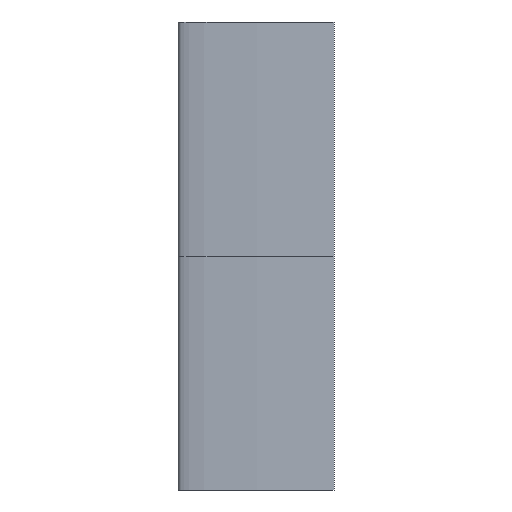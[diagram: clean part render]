
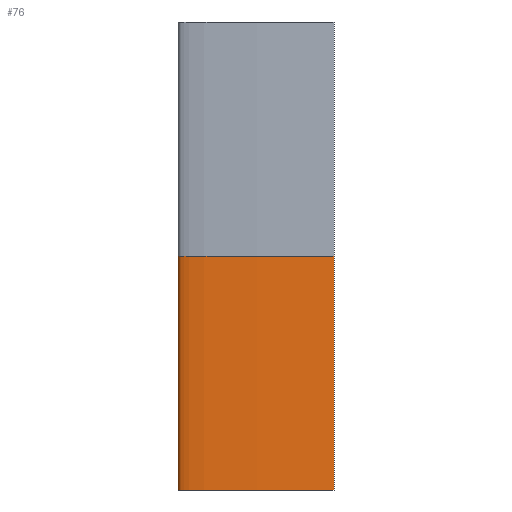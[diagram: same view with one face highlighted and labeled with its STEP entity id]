
A CAD part, front view. The second image highlights one B-rep face of the part: STEP entity #76.
In plain terms, the highlighted free-form (B-spline) face has degree [3, 1] with [20, 2] control points.
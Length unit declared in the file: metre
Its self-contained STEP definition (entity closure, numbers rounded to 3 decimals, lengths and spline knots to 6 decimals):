
#76 = ADVANCED_FACE( '', ( #84 ), #85, .T. );
#84 = FACE_OUTER_BOUND( '', #96, .T. );
#85 = B_SPLINE_SURFACE_WITH_KNOTS( '', 3, 1, ( ( #97, #98 ), ( #99, #100 ), ( #101, #102 ), ( #103, #104 ), ( #105, #106 ), ( #107, #108 ), ( #109, #110 ), ( #111, #112 ), ( #113, #114 ), ( #115, #116 ), ( #117, #118 ), ( #119, #120 ), ( #121, #122 ), ( #123, #124 ), ( #125, #126 ), ( #127, #128 ), ( #129, #130 ), ( #131, #132 ), ( #133, #134 ), ( #135, #136 ) ), .UNSPECIFIED., .F., .F., .F., ( 4, 1, 1, 1, 1, 1, 1, 1, 1, 1, 1, 1, 1, 1, 1, 1, 1, 4 ), ( 2, 2 ), ( 0., 0.020437, 0.034213, 0.059953, 0.085032, 0.109879, 0.159364, 0.208745, 0.258109, 0.307483, 0.406262, 0.505094, 0.603988, 0.702906, 0.801836, 0.900792, 0.95027, 1. ), ( 0., 1. ), .UNSPECIFIED. );
#96 = EDGE_LOOP( '', ( #267, #268, #269, #270 ) );
#97 = CARTESIAN_POINT( '', ( 0., 0., -1.5 ) );
#98 = CARTESIAN_POINT( '', ( 0., 0., 0. ) );
#99 = CARTESIAN_POINT( '', ( 0.003564, -0.006201, -1.5 ) );
#100 = CARTESIAN_POINT( '', ( 0.003564, -0.006201, 0. ) );
#101 = CARTESIAN_POINT( '', ( 0.009531, -0.016581, -1.5 ) );
#102 = CARTESIAN_POINT( '', ( 0.009531, -0.016581, 0. ) );
#103 = CARTESIAN_POINT( '', ( 0.028864, -0.02445, -1.5 ) );
#104 = CARTESIAN_POINT( '', ( 0.028864, -0.02445, 0. ) );
#105 = CARTESIAN_POINT( '', ( 0.049619, -0.030519, -1.5 ) );
#106 = CARTESIAN_POINT( '', ( 0.049619, -0.030519, 0. ) );
#107 = CARTESIAN_POINT( '', ( 0.074908, -0.034837, -1.5 ) );
#108 = CARTESIAN_POINT( '', ( 0.074908, -0.034837, 0. ) );
#109 = CARTESIAN_POINT( '', ( 0.108248, -0.038534, -1.5 ) );
#110 = CARTESIAN_POINT( '', ( 0.108248, -0.038534, 0. ) );
#111 = CARTESIAN_POINT( '', ( 0.149953, -0.041376, -1.5 ) );
#112 = CARTESIAN_POINT( '', ( 0.149953, -0.041376, 0. ) );
#113 = CARTESIAN_POINT( '', ( 0.199992, -0.042516, -1.5 ) );
#114 = CARTESIAN_POINT( '', ( 0.199992, -0.042516, 0. ) );
#115 = CARTESIAN_POINT( '', ( 0.250006, -0.042357, -1.5 ) );
#116 = CARTESIAN_POINT( '', ( 0.250006, -0.042357, 0. ) );
#117 = CARTESIAN_POINT( '', ( 0.316678, -0.040886, -1.5 ) );
#118 = CARTESIAN_POINT( '', ( 0.316678, -0.040886, 0. ) );
#119 = CARTESIAN_POINT( '', ( 0.400027, -0.038238, -1.5 ) );
#120 = CARTESIAN_POINT( '', ( 0.400027, -0.038238, 0. ) );
#121 = CARTESIAN_POINT( '', ( 0.500033, -0.033626, -1.5 ) );
#122 = CARTESIAN_POINT( '', ( 0.500033, -0.033626, 0. ) );
#123 = CARTESIAN_POINT( '', ( 0.600012, -0.027648, -1.5 ) );
#124 = CARTESIAN_POINT( '', ( 0.600012, -0.027648, 0. ) );
#125 = CARTESIAN_POINT( '', ( 0.700001, -0.021377, -1.5 ) );
#126 = CARTESIAN_POINT( '', ( 0.700001, -0.021377, 0. ) );
#127 = CARTESIAN_POINT( '', ( 0.800029, -0.015241, -1.5 ) );
#128 = CARTESIAN_POINT( '', ( 0.800029, -0.015241, 0. ) );
#129 = CARTESIAN_POINT( '', ( 0.883294, -0.008918, -1.5 ) );
#130 = CARTESIAN_POINT( '', ( 0.883294, -0.008918, 0. ) );
#131 = CARTESIAN_POINT( '', ( 0.950151, -0.005495, -1.5 ) );
#132 = CARTESIAN_POINT( '', ( 0.950151, -0.005495, 0. ) );
#133 = CARTESIAN_POINT( '', ( 0.983356, -0.000969, -1.5 ) );
#134 = CARTESIAN_POINT( '', ( 0.983356, -0.000969, 0. ) );
#135 = CARTESIAN_POINT( '', ( 1., 0.0013, -1.5 ) );
#136 = CARTESIAN_POINT( '', ( 1., 0.0013, 0. ) );
#267 = ORIENTED_EDGE( '', *, *, #290, .F. );
#268 = ORIENTED_EDGE( '', *, *, #291, .F. );
#269 = ORIENTED_EDGE( '', *, *, #292, .T. );
#270 = ORIENTED_EDGE( '', *, *, #293, .T. );
#290 = EDGE_CURVE( '', #302, #303, #304, .T. );
#291 = EDGE_CURVE( '', #305, #302, #306, .T. );
#292 = EDGE_CURVE( '', #305, #307, #308, .T. );
#293 = EDGE_CURVE( '', #307, #303, #309, .T. );
#302 = VERTEX_POINT( '', #356 );
#303 = VERTEX_POINT( '', #357 );
#304 = B_SPLINE_CURVE_WITH_KNOTS( '', 3, ( #358, #359, #360, #361, #362, #363, #364, #365, #366, #367, #368, #369, #370, #371, #372, #373, #374, #375, #376, #377 ), .UNSPECIFIED., .F., .F., ( 4, 1, 1, 1, 1, 1, 1, 1, 1, 1, 1, 1, 1, 1, 1, 1, 1, 4 ), ( 0., 0.020437, 0.034213, 0.059953, 0.085032, 0.109879, 0.159364, 0.208745, 0.258109, 0.307483, 0.406262, 0.505094, 0.603988, 0.702906, 0.801836, 0.900792, 0.95027, 1. ), .UNSPECIFIED. );
#305 = VERTEX_POINT( '', #378 );
#306 = LINE( '', #379, #380 );
#307 = VERTEX_POINT( '', #381 );
#308 = B_SPLINE_CURVE_WITH_KNOTS( '', 3, ( #382, #383, #384, #385, #386, #387, #388, #389, #390, #391, #392, #393, #394, #395, #396, #397, #398, #399, #400, #401 ), .UNSPECIFIED., .F., .F., ( 4, 1, 1, 1, 1, 1, 1, 1, 1, 1, 1, 1, 1, 1, 1, 1, 1, 4 ), ( 0., 0.020437, 0.034213, 0.059953, 0.085032, 0.109879, 0.159364, 0.208745, 0.258109, 0.307483, 0.406262, 0.505094, 0.603988, 0.702906, 0.801836, 0.900792, 0.95027, 1. ), .UNSPECIFIED. );
#309 = LINE( '', #402, #403 );
#356 = CARTESIAN_POINT( '', ( 0., 0., 0. ) );
#357 = CARTESIAN_POINT( '', ( 1., 0.0013, 0. ) );
#358 = CARTESIAN_POINT( '', ( 0., 0., 0. ) );
#359 = CARTESIAN_POINT( '', ( 0.003564, -0.006201, 0. ) );
#360 = CARTESIAN_POINT( '', ( 0.009531, -0.016581, 0. ) );
#361 = CARTESIAN_POINT( '', ( 0.028864, -0.02445, 0. ) );
#362 = CARTESIAN_POINT( '', ( 0.049619, -0.030519, 0. ) );
#363 = CARTESIAN_POINT( '', ( 0.074908, -0.034837, 0. ) );
#364 = CARTESIAN_POINT( '', ( 0.108248, -0.038534, 0. ) );
#365 = CARTESIAN_POINT( '', ( 0.149953, -0.041376, 0. ) );
#366 = CARTESIAN_POINT( '', ( 0.199992, -0.042516, 0. ) );
#367 = CARTESIAN_POINT( '', ( 0.250006, -0.042357, 0. ) );
#368 = CARTESIAN_POINT( '', ( 0.316678, -0.040886, 0. ) );
#369 = CARTESIAN_POINT( '', ( 0.400027, -0.038238, 0. ) );
#370 = CARTESIAN_POINT( '', ( 0.500033, -0.033626, 0. ) );
#371 = CARTESIAN_POINT( '', ( 0.600012, -0.027648, 0. ) );
#372 = CARTESIAN_POINT( '', ( 0.700001, -0.021377, 0. ) );
#373 = CARTESIAN_POINT( '', ( 0.800029, -0.015241, 0. ) );
#374 = CARTESIAN_POINT( '', ( 0.883294, -0.008918, 0. ) );
#375 = CARTESIAN_POINT( '', ( 0.950151, -0.005495, 0. ) );
#376 = CARTESIAN_POINT( '', ( 0.983356, -0.000969, 0. ) );
#377 = CARTESIAN_POINT( '', ( 1., 0.0013, 0. ) );
#378 = CARTESIAN_POINT( '', ( 0., 0., -1.5 ) );
#379 = CARTESIAN_POINT( '', ( 0., 0., -1.5 ) );
#380 = VECTOR( '', #448, 1. );
#381 = CARTESIAN_POINT( '', ( 1., 0.0013, -1.5 ) );
#382 = CARTESIAN_POINT( '', ( 0., 0., -1.5 ) );
#383 = CARTESIAN_POINT( '', ( 0.003564, -0.006201, -1.5 ) );
#384 = CARTESIAN_POINT( '', ( 0.009531, -0.016581, -1.5 ) );
#385 = CARTESIAN_POINT( '', ( 0.028864, -0.02445, -1.5 ) );
#386 = CARTESIAN_POINT( '', ( 0.049619, -0.030519, -1.5 ) );
#387 = CARTESIAN_POINT( '', ( 0.074908, -0.034837, -1.5 ) );
#388 = CARTESIAN_POINT( '', ( 0.108248, -0.038534, -1.5 ) );
#389 = CARTESIAN_POINT( '', ( 0.149953, -0.041376, -1.5 ) );
#390 = CARTESIAN_POINT( '', ( 0.199992, -0.042516, -1.5 ) );
#391 = CARTESIAN_POINT( '', ( 0.250006, -0.042357, -1.5 ) );
#392 = CARTESIAN_POINT( '', ( 0.316678, -0.040886, -1.5 ) );
#393 = CARTESIAN_POINT( '', ( 0.400027, -0.038238, -1.5 ) );
#394 = CARTESIAN_POINT( '', ( 0.500033, -0.033626, -1.5 ) );
#395 = CARTESIAN_POINT( '', ( 0.600012, -0.027648, -1.5 ) );
#396 = CARTESIAN_POINT( '', ( 0.700001, -0.021377, -1.5 ) );
#397 = CARTESIAN_POINT( '', ( 0.800029, -0.015241, -1.5 ) );
#398 = CARTESIAN_POINT( '', ( 0.883294, -0.008918, -1.5 ) );
#399 = CARTESIAN_POINT( '', ( 0.950151, -0.005495, -1.5 ) );
#400 = CARTESIAN_POINT( '', ( 0.983356, -0.000969, -1.5 ) );
#401 = CARTESIAN_POINT( '', ( 1., 0.0013, -1.5 ) );
#402 = CARTESIAN_POINT( '', ( 1., 0.0013, -1.5 ) );
#403 = VECTOR( '', #449, 1. );
#448 = DIRECTION( '', ( 0., 0., 1. ) );
#449 = DIRECTION( '', ( 0., 0., 1. ) );
